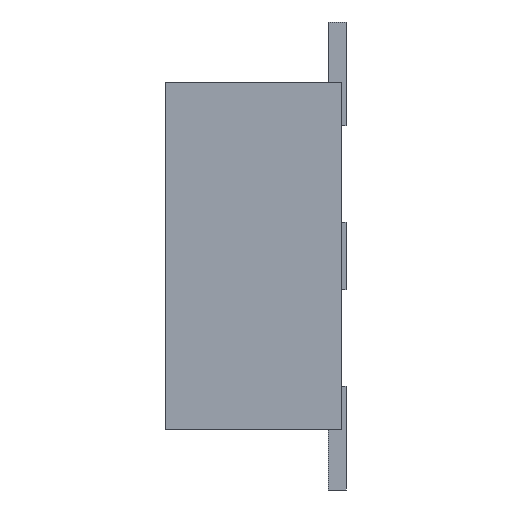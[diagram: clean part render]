
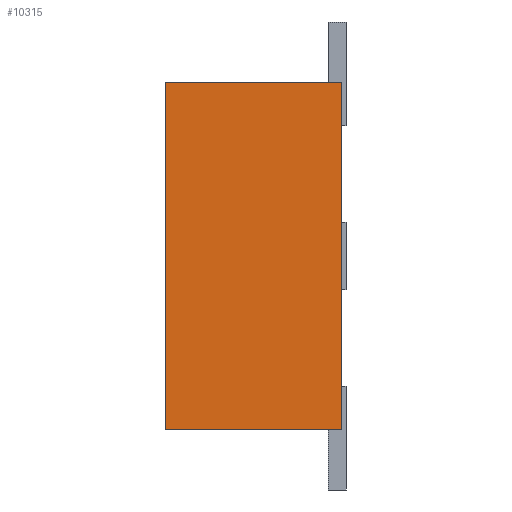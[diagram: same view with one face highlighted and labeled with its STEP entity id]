
A CAD part, left-side view. The second image highlights one B-rep face of the part: STEP entity #10315.
In plain terms, the highlighted planar face has unit normal (-1, 0, 0).
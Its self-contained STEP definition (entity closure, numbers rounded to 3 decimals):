
#256 = DIRECTION ( 'NONE',  ( 0., 1., 0. ) ) ;
#555 = VECTOR ( 'NONE', #4758, 1000. ) ;
#2225 = ORIENTED_EDGE ( 'NONE', *, *, #11918, .F. ) ;
#2504 = DIRECTION ( 'NONE',  ( -1., 0., 0. ) ) ;
#2734 = DIRECTION ( 'NONE',  ( 0., 0., 1. ) ) ;
#3240 = CARTESIAN_POINT ( 'NONE',  ( -3.73, 0., 0.77 ) ) ;
#3473 = AXIS2_PLACEMENT_3D ( 'NONE', #7995, #2504, #6085 ) ;
#3668 = LINE ( 'NONE', #15159, #555 ) ;
#4288 = LINE ( 'NONE', #13356, #8123 ) ;
#4758 = DIRECTION ( 'NONE',  ( 0., 0., 1. ) ) ;
#4775 = CARTESIAN_POINT ( 'NONE',  ( -3.73, 0.78, 0.77 ) ) ;
#4979 = VERTEX_POINT ( 'NONE', #14575 ) ;
#5309 = VERTEX_POINT ( 'NONE', #6854 ) ;
#5765 = PLANE ( 'NONE',  #3473 ) ;
#5770 = FACE_OUTER_BOUND ( 'NONE', #6400, .T. ) ;
#6085 = DIRECTION ( 'NONE',  ( 0., 0., 1. ) ) ;
#6157 = CARTESIAN_POINT ( 'NONE',  ( -3.73, 0., -0.77 ) ) ;
#6371 = VECTOR ( 'NONE', #14088, 1000. ) ;
#6400 = EDGE_LOOP ( 'NONE', ( #6517, #13934, #2225, #9112 ) ) ;
#6517 = ORIENTED_EDGE ( 'NONE', *, *, #11592, .T. ) ;
#6854 = CARTESIAN_POINT ( 'NONE',  ( -3.73, 0.78, -0.77 ) ) ;
#7185 = CARTESIAN_POINT ( 'NONE',  ( -3.73, 0., -0.77 ) ) ;
#7995 = CARTESIAN_POINT ( 'NONE',  ( -3.73, 0., 0.77 ) ) ;
#8123 = VECTOR ( 'NONE', #256, 1000. ) ;
#8236 = VERTEX_POINT ( 'NONE', #3240 ) ;
#9112 = ORIENTED_EDGE ( 'NONE', *, *, #10524, .F. ) ;
#9830 = LINE ( 'NONE', #4775, #6371 ) ;
#10277 = VECTOR ( 'NONE', #2734, 1000. ) ;
#10315 = ADVANCED_FACE ( 'NONE', ( #5770 ), #5765, .T. ) ;
#10524 = EDGE_CURVE ( 'NONE', #13562, #5309, #4288, .T. ) ;
#11592 = EDGE_CURVE ( 'NONE', #13562, #8236, #13416, .T. ) ;
#11918 = EDGE_CURVE ( 'NONE', #5309, #4979, #3668, .T. ) ;
#12404 = EDGE_CURVE ( 'NONE', #4979, #8236, #9830, .T. ) ;
#13356 = CARTESIAN_POINT ( 'NONE',  ( -3.73, 0., -0.77 ) ) ;
#13416 = LINE ( 'NONE', #6157, #10277 ) ;
#13562 = VERTEX_POINT ( 'NONE', #7185 ) ;
#13934 = ORIENTED_EDGE ( 'NONE', *, *, #12404, .F. ) ;
#14088 = DIRECTION ( 'NONE',  ( 0., -1., 0. ) ) ;
#14575 = CARTESIAN_POINT ( 'NONE',  ( -3.73, 0.78, 0.77 ) ) ;
#15159 = CARTESIAN_POINT ( 'NONE',  ( -3.73, 0.78, -0.77 ) ) ;
